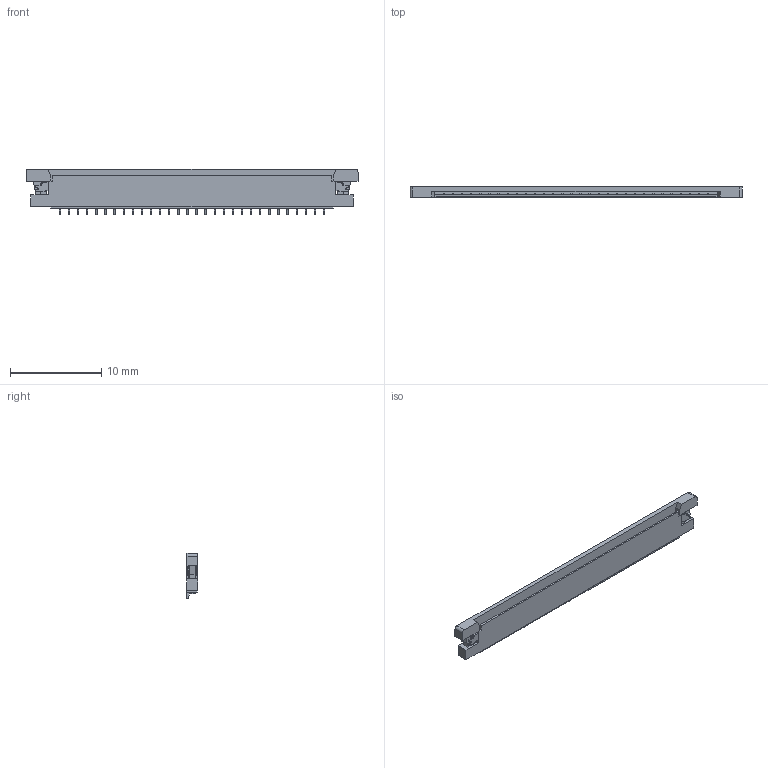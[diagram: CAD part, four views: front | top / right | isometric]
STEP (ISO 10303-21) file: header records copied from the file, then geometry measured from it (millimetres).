
FILE_DESCRIPTION(('CoCreate Modeling STEP Export'),'2;1');
FILE_NAME('FP1019-30XXX.stp','2021-11-09T16:43:36',(''),(''),'CoCreate Modeling STEP processor for AP214 (Solid Model)','CoCreate Modeling 16.00 13-May-2008 (C) Parametric Technology GmbH','');
FILE_SCHEMA(('AUTOMOTIVE_DESIGN { 1 0 10303 214 1 1 1 1 }'));
Length unit declared in the file: millimetre
Products named in the file (3): FP1019H-30; FP1019H-30XXX; FP1019-30XXX
Assembly tree (2 placements, depth 2):
  FP1019-30XXX
    FP1019H-30XXX
    FP1019H-30
Bounding box: 36.46 x 1.27 x 4.98 mm (x, y, z)
Surface area: 666.9 mm2 (no closed solid volume)
Topology: 0 solids, 1 shells, 994 faces, 3255 edges, 2321 vertices
Faces by surface type: plane 658, cylinder 328, extrusion 8
Entity records: 34755 total; most frequent: CARTESIAN_POINT 6328, ORIENTED_EDGE 6268, DIRECTION 5512, EDGE_CURVE 3136, VECTOR 2466, LINE 2458, VERTEX_POINT 2071, AXIS2_PLACEMENT_3D 1523
